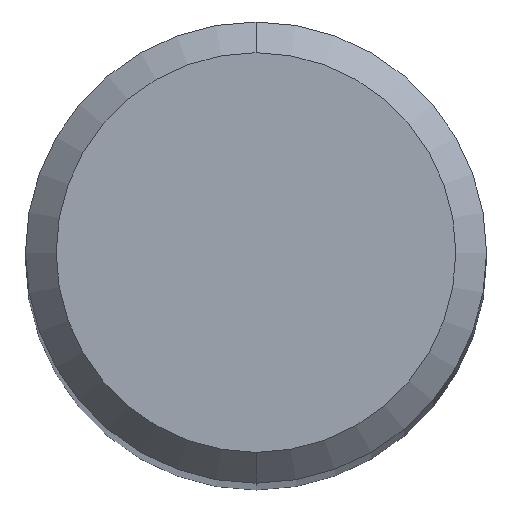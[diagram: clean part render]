
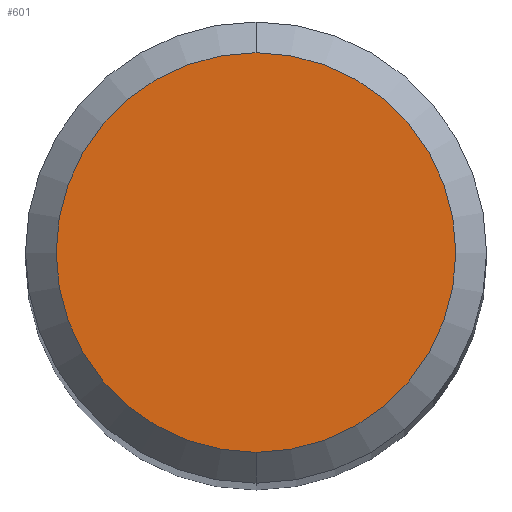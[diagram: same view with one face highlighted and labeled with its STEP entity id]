
A CAD part, top view. The second image highlights one B-rep face of the part: STEP entity #601.
In plain terms, the highlighted planar face has unit normal (0, 0, 1).
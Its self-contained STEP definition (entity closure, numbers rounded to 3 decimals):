
#601=ADVANCED_FACE('',(#1562),#1563,.T.);
#643=EDGE_CURVE('',#1221,#829,#1608,.T.);
#829=VERTEX_POINT('',#1810);
#1221=VERTEX_POINT('',#2235);
#1367=EDGE_CURVE('',#829,#1221,#2399,.T.);
#1562=FACE_OUTER_BOUND('',#3679,.T.);
#1563=PLANE('',#3680);
#1608=CIRCLE('',#3850,2.6);
#1810=CARTESIAN_POINT('',(0.,-2.6,0.0));
#2235=CARTESIAN_POINT('',(0.0,2.6,0.0));
#2399=CIRCLE('',#11523,2.6);
#3679=EDGE_LOOP('',(#12659,#12660));
#3680=AXIS2_PLACEMENT_3D('',#12661,#12662,#12663);
#3850=AXIS2_PLACEMENT_3D('',#12716,#12717,#12718);
#11523=AXIS2_PLACEMENT_3D('',#13481,#13482,#13483);
#12659=ORIENTED_EDGE('',*,*,#643,.F.);
#12660=ORIENTED_EDGE('',*,*,#1367,.F.);
#12661=CARTESIAN_POINT('',(0.0,1.3,0.0));
#12662=DIRECTION('',(-0.0,0.0,1.0));
#12663=DIRECTION('',(0.0,-1.0,0.0));
#12716=CARTESIAN_POINT('',(0.0,0.0,0.0));
#12717=DIRECTION('',(0.0,0.0,-1.0));
#12718=DIRECTION('',(0.0,1.0,0.0));
#13481=CARTESIAN_POINT('',(0.0,0.0,0.0));
#13482=DIRECTION('',(0.0,0.0,-1.0));
#13483=DIRECTION('',(0.0,1.0,0.0));
